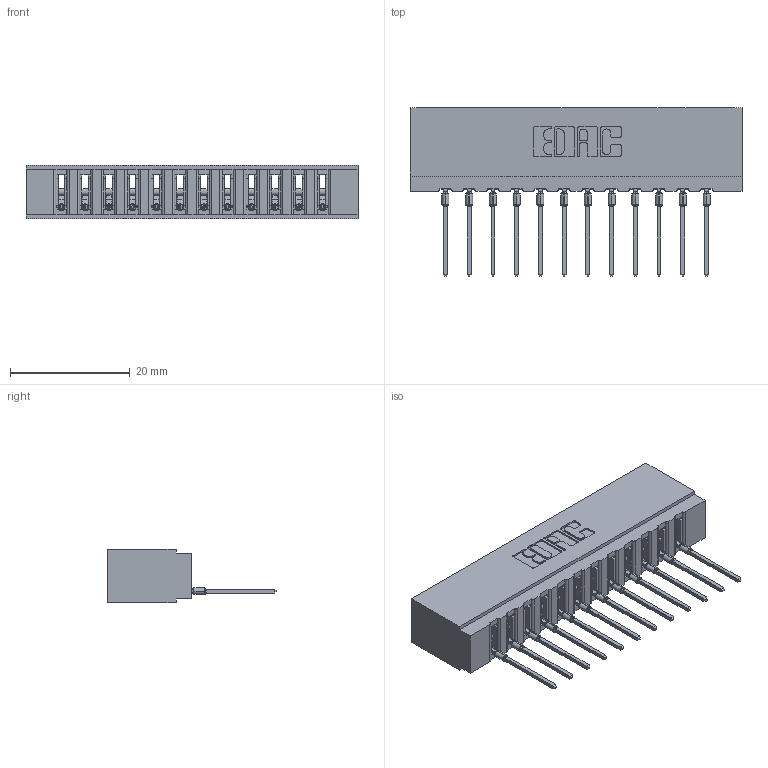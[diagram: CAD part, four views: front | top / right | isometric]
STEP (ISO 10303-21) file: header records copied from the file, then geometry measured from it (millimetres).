
FILE_DESCRIPTION (( 'STEP AP203' ), '1' );
FILE_NAME ('717-012-545-101.STEP', '2026-02-20T20:14:21', ( '' ), ( '' ), 'SwSTEP 2.0', 'SolidWorks 2023', '' );
FILE_SCHEMA (( 'CONFIG_CONTROL_DESIGN' ));
Length unit declared in the file: millimetre
Products named in the file (3): 717 Part_Insulator Option - 06; 717-012-545-101; 745-292-001_545
Assembly tree (13 placements, depth 2):
  717-012-545-101
    717 Part_Insulator Option - 06
    745-292-001_545  x12
Bounding box: 55.42 x 28.18 x 8.89 mm (x, y, z)
Volume: 4851 mm3; surface area: 6674.6 mm2
Topology: 13 solids, 13 shells, 1450 faces, 3983 edges, 2518 vertices
Faces by surface type: plane 870, cylinder 268, bspline 240, torus 72
Entity records: 24241 total; most frequent: CARTESIAN_POINT 4773, ORIENTED_EDGE 4160, DIRECTION 3636, EDGE_CURVE 2080, LINE 1826, VECTOR 1826, VERTEX_POINT 1330, AXIS2_PLACEMENT_3D 905
